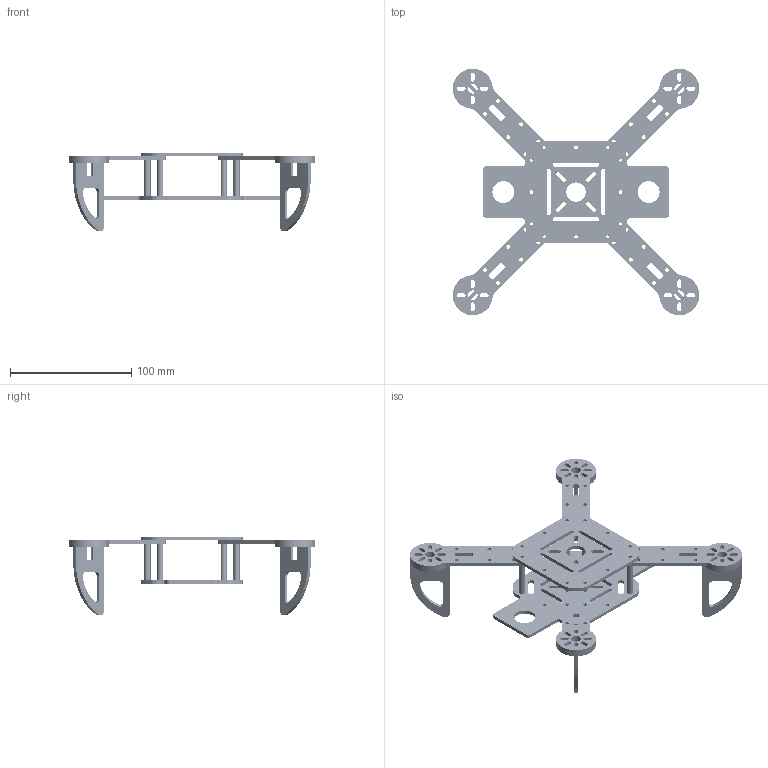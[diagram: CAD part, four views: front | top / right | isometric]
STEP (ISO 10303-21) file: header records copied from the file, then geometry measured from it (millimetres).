
FILE_DESCRIPTION (( 'STEP AP203' ), '1' );
FILE_NAME ('淕儂儂殤.STEP', '2023-07-14T08:21:01', ( '' ), ( '' ), 'SwSTEP 2.0', 'SolidWorks 2023', '' );
FILE_SCHEMA (( 'CONFIG_CONTROL_DESIGN' ));
Length unit declared in the file: millimetre
Products named in the file (6): 机架上板; 整机机架; 起落架; M3铜柱; 250机臂碳纤维CNC版本; 机架下板
Assembly tree (18 placements, depth 2):
  整机机架
    机架上板
    250机臂碳纤维CNC版本  x4
    M3铜柱  x8
    机架下板
    起落架  x4
Bounding box: 203.48 x 203.48 x 65.15 mm (x, y, z)
Volume: 92181.4 mm3; surface area: 82984 mm2
Topology: 18 solids, 18 shells, 1796 faces, 5252 edges, 3480 vertices
Faces by surface type: cylinder 1452, plane 296, bspline 48
Entity records: 23557 total; most frequent: CARTESIAN_POINT 10322, ORIENTED_EDGE 2710, DIRECTION 2481, EDGE_CURVE 1355, AXIS2_PLACEMENT_3D 911, VERTEX_POINT 900, LINE 659, VECTOR 659
